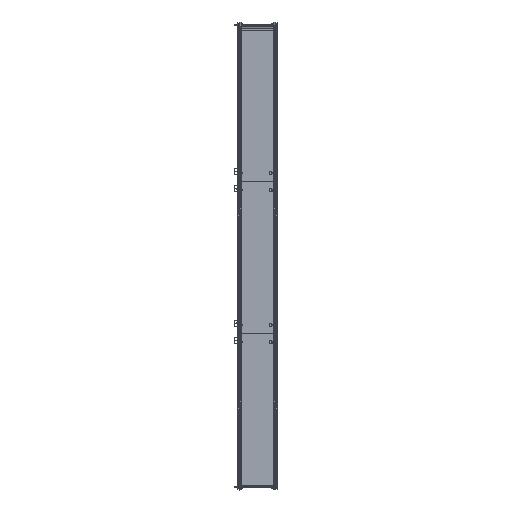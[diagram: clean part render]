
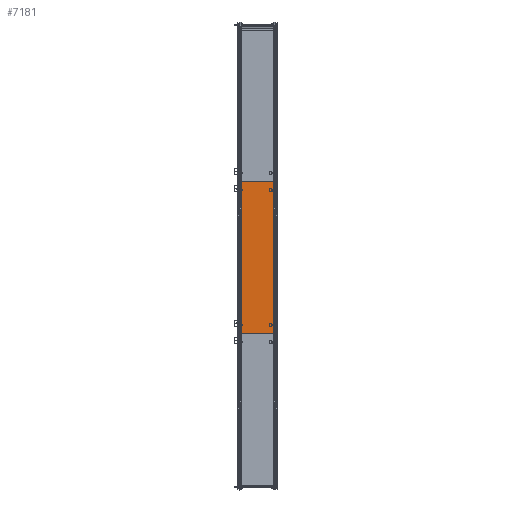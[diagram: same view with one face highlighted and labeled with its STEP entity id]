
A CAD part, left-side view. The second image highlights one B-rep face of the part: STEP entity #7181.
In plain terms, the highlighted face is planar.
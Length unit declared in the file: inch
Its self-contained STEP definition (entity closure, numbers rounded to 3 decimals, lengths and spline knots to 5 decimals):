
#63 = CARTESIAN_POINT ( 'NONE',  ( -23.335, 5.33, 0. ) ) ;
#684 = EDGE_CURVE ( 'NONE', #5049, #11401, #6336, .T. ) ;
#906 = EDGE_CURVE ( 'NONE', #11401, #11511, #10880, .T. ) ;
#1956 = DIRECTION ( 'NONE',  ( 0., 0., 1. ) ) ;
#2415 = FACE_OUTER_BOUND ( 'NONE', #11688, .T. ) ;
#2488 = LINE ( 'NONE', #6200, #4665 ) ;
#2853 = PLANE ( 'NONE',  #7830 ) ;
#4582 = CARTESIAN_POINT ( 'NONE',  ( -23.335, -5.33, 0. ) ) ;
#4617 = ORIENTED_EDGE ( 'NONE', *, *, #906, .F. ) ;
#4658 = VERTEX_POINT ( 'NONE', #6196 ) ;
#4665 = VECTOR ( 'NONE', #9930, 39.37008 ) ;
#4858 = DIRECTION ( 'NONE',  ( 1., 0., 0. ) ) ;
#5049 = VERTEX_POINT ( 'NONE', #7947 ) ;
#5893 = VECTOR ( 'NONE', #9298, 39.37008 ) ;
#6196 = CARTESIAN_POINT ( 'NONE',  ( 23.335, -5.33, 0. ) ) ;
#6200 = CARTESIAN_POINT ( 'NONE',  ( 23.335, -5.33, 0. ) ) ;
#6336 = LINE ( 'NONE', #11780, #8825 ) ;
#6410 = VECTOR ( 'NONE', #4858, 39.37008 ) ;
#6635 = CARTESIAN_POINT ( 'NONE',  ( -23.335, 5.33, 0. ) ) ;
#7181 = ADVANCED_FACE ( 'NONE', ( #2415 ), #2853, .F. ) ;
#7648 = CARTESIAN_POINT ( 'NONE',  ( 23.335, -5.33, 0. ) ) ;
#7830 = AXIS2_PLACEMENT_3D ( 'NONE', #63, #1956, #8488 ) ;
#7947 = CARTESIAN_POINT ( 'NONE',  ( 23.335, 5.33, 0. ) ) ;
#8488 = DIRECTION ( 'NONE',  ( 1., 0., 0. ) ) ;
#8677 = CARTESIAN_POINT ( 'NONE',  ( -23.335, -5.33, 0. ) ) ;
#8825 = VECTOR ( 'NONE', #9908, 39.37008 ) ;
#8904 = LINE ( 'NONE', #7648, #6410 ) ;
#9298 = DIRECTION ( 'NONE',  ( 0., -1., 0. ) ) ;
#9619 = ORIENTED_EDGE ( 'NONE', *, *, #684, .F. ) ;
#9908 = DIRECTION ( 'NONE',  ( -1., 0., 0. ) ) ;
#9930 = DIRECTION ( 'NONE',  ( 0., 1., 0. ) ) ;
#10880 = LINE ( 'NONE', #4582, #5893 ) ;
#11048 = EDGE_CURVE ( 'NONE', #4658, #5049, #2488, .T. ) ;
#11401 = VERTEX_POINT ( 'NONE', #6635 ) ;
#11413 = ORIENTED_EDGE ( 'NONE', *, *, #12042, .F. ) ;
#11511 = VERTEX_POINT ( 'NONE', #8677 ) ;
#11645 = ORIENTED_EDGE ( 'NONE', *, *, #11048, .F. ) ;
#11688 = EDGE_LOOP ( 'NONE', ( #4617, #9619, #11645, #11413 ) ) ;
#11780 = CARTESIAN_POINT ( 'NONE',  ( 23.335, 5.33, 0. ) ) ;
#12042 = EDGE_CURVE ( 'NONE', #11511, #4658, #8904, .T. ) ;
